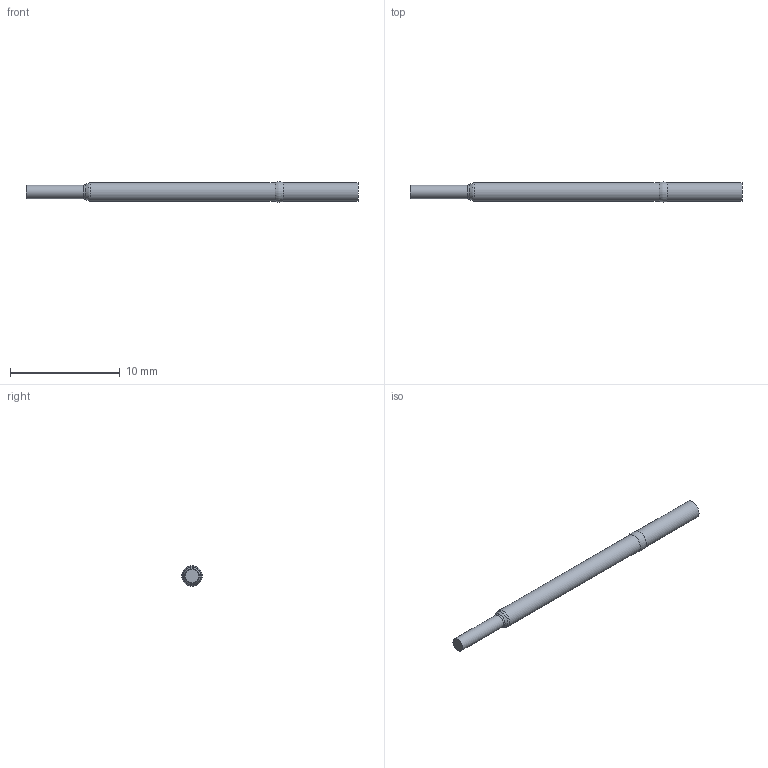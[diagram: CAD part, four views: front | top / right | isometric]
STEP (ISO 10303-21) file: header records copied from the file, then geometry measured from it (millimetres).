
FILE_DESCRIPTION (( 'STEP AP214' ), '1' );
FILE_NAME ('100-SD_250C.STEP', '2017-11-07T14:37:17', ( '' ), ( '' ), 'SwSTEP 2.0', 'SolidWorks 2017', '' );
FILE_SCHEMA (( 'AUTOMOTIVE_DESIGN' ));
Length unit declared in the file: inch
Products named in the file (1): 100-SD_250C
Bounding box: 30.23 x 1.84 x 1.85 mm (x, y, z)
Volume: 61.1 mm3; surface area: 155.4 mm2
Topology: 1 solids, 1 shells, 9 faces, 15 edges, 8 vertices
Faces by surface type: torus 3, cylinder 3, plane 2, cone 1
Full cylindrical faces by diameter (mm): 1.245 x1, 1.671 x2
Entity records: 214 total; most frequent: DIRECTION 36, CARTESIAN_POINT 26, AXIS2_PLACEMENT_3D 18, EDGE_LOOP 16, ORIENTED_EDGE 16, FACE_OUTER_BOUND 15, ADVANCED_FACE 9, EDGE_CURVE 8
